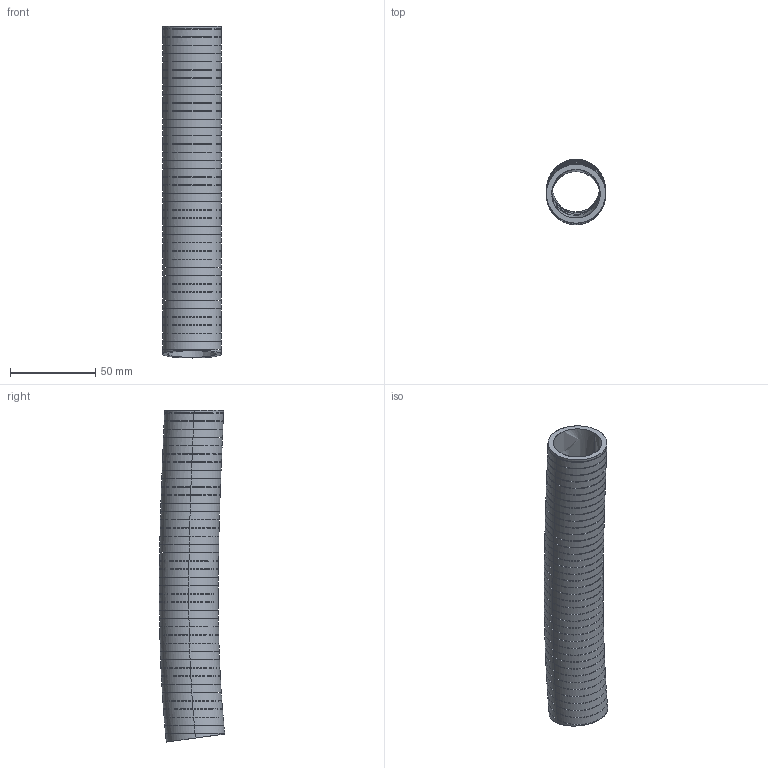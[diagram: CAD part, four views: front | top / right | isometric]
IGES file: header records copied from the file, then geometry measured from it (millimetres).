
Start section: SolidWorks IGES file using analytic representation for surfaces
Global section: file name: SM-1013-HY.IGS; native system: SolidWorks 2007; preprocessor: SolidWorks 2007; author: baystate; date: 071208.050728; units: inch
Bounding box: 34.54 x 38.28 x 194.61 mm (x, y, z)
Surface area: 56097.6 mm2 (no closed solid volume)
Topology: 0 solids, 0 shells, 246 faces, 13284 edges, 13284 vertices
Faces by surface type: bspline 166, revolution 80
